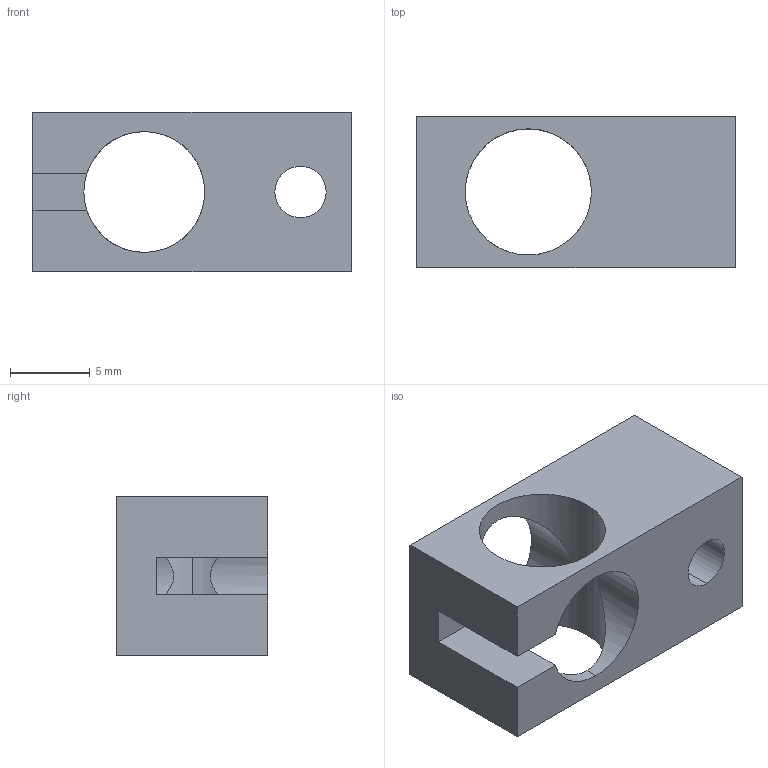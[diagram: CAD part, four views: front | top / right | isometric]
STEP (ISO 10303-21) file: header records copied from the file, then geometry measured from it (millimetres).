
FILE_DESCRIPTION (( 'STEP AP203' ), '1' );
FILE_NAME ('cable attach.STEP', '2017-11-12T19:48:23', ( '' ), ( '' ), 'SwSTEP 2.0', 'SolidWorks 2016', '' );
FILE_SCHEMA (( 'CONFIG_CONTROL_DESIGN' ));
Length unit declared in the file: millimetre
Products named in the file (1): cable attach
Bounding box: 20 x 9.53 x 10 mm (x, y, z)
Volume: 1158.4 mm3; surface area: 1109.9 mm2
Topology: 1 solids, 1 shells, 18 faces, 57 edges, 38 vertices
Faces by surface type: cylinder 9, plane 9
Entity records: 858 total; most frequent: CARTESIAN_POINT 252, ORIENTED_EDGE 114, DIRECTION 107, EDGE_CURVE 57, VERTEX_POINT 38, AXIS2_PLACEMENT_3D 37, LINE 33, VECTOR 33
